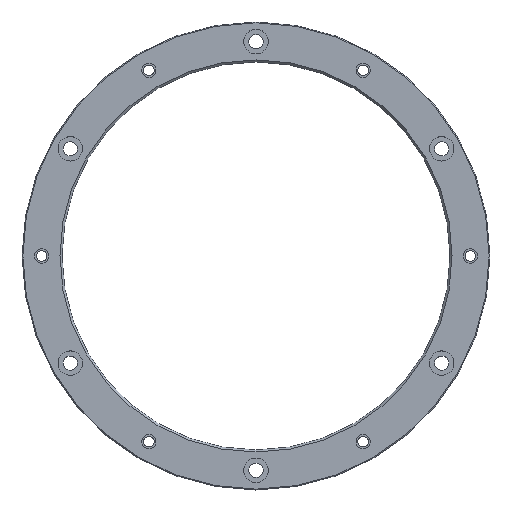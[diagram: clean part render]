
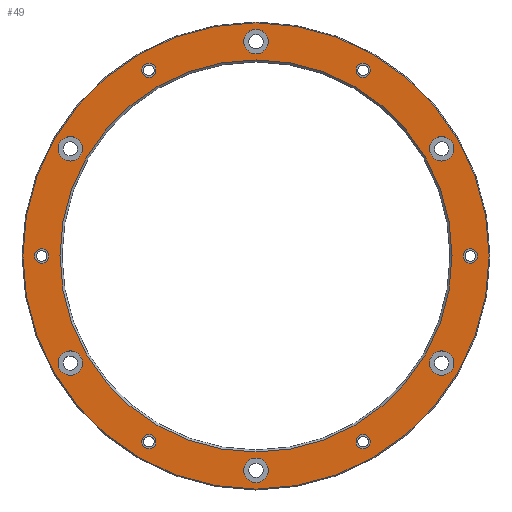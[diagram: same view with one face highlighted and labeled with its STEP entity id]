
A CAD part, top view. The second image highlights one B-rep face of the part: STEP entity #49.
In plain terms, the highlighted planar face has unit normal (0, 0, 1).
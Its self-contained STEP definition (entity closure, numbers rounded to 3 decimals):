
#34=PLANE('',#859);
#49=ADVANCED_FACE('',(#121,#122,#123,#124,#125,#126,#127,#128,#129,#130,
#131,#132,#133,#134),#34,.F.);
#121=FACE_BOUND('',#235,.T.);
#122=FACE_BOUND('',#236,.T.);
#123=FACE_BOUND('',#237,.T.);
#124=FACE_BOUND('',#238,.T.);
#125=FACE_BOUND('',#239,.T.);
#126=FACE_BOUND('',#240,.T.);
#127=FACE_BOUND('',#241,.T.);
#128=FACE_BOUND('',#242,.T.);
#129=FACE_BOUND('',#243,.T.);
#130=FACE_BOUND('',#244,.T.);
#131=FACE_BOUND('',#245,.T.);
#132=FACE_BOUND('',#246,.T.);
#133=FACE_BOUND('',#247,.T.);
#134=FACE_BOUND('',#248,.T.);
#235=EDGE_LOOP('',(#349));
#236=EDGE_LOOP('',(#350));
#237=EDGE_LOOP('',(#351));
#238=EDGE_LOOP('',(#352));
#239=EDGE_LOOP('',(#353));
#240=EDGE_LOOP('',(#354));
#241=EDGE_LOOP('',(#355));
#242=EDGE_LOOP('',(#356));
#243=EDGE_LOOP('',(#357));
#244=EDGE_LOOP('',(#358));
#245=EDGE_LOOP('',(#359));
#246=EDGE_LOOP('',(#360));
#247=EDGE_LOOP('',(#361));
#248=EDGE_LOOP('',(#362));
#349=ORIENTED_EDGE('',*,*,#520,.T.);
#350=ORIENTED_EDGE('',*,*,#521,.T.);
#351=ORIENTED_EDGE('',*,*,#522,.T.);
#352=ORIENTED_EDGE('',*,*,#523,.T.);
#353=ORIENTED_EDGE('',*,*,#524,.T.);
#354=ORIENTED_EDGE('',*,*,#525,.T.);
#355=ORIENTED_EDGE('',*,*,#526,.T.);
#356=ORIENTED_EDGE('',*,*,#527,.T.);
#357=ORIENTED_EDGE('',*,*,#528,.T.);
#358=ORIENTED_EDGE('',*,*,#529,.T.);
#359=ORIENTED_EDGE('',*,*,#530,.T.);
#360=ORIENTED_EDGE('',*,*,#531,.T.);
#361=ORIENTED_EDGE('',*,*,#532,.T.);
#362=ORIENTED_EDGE('',*,*,#533,.T.);
#463=VERTEX_POINT('',#1236);
#464=VERTEX_POINT('',#1238);
#465=VERTEX_POINT('',#1240);
#466=VERTEX_POINT('',#1242);
#467=VERTEX_POINT('',#1244);
#468=VERTEX_POINT('',#1246);
#469=VERTEX_POINT('',#1248);
#470=VERTEX_POINT('',#1250);
#471=VERTEX_POINT('',#1252);
#472=VERTEX_POINT('',#1254);
#473=VERTEX_POINT('',#1256);
#474=VERTEX_POINT('',#1258);
#475=VERTEX_POINT('',#1260);
#476=VERTEX_POINT('',#1262);
#520=EDGE_CURVE('',#463,#463,#595,.T.);
#521=EDGE_CURVE('',#464,#464,#596,.T.);
#522=EDGE_CURVE('',#465,#465,#597,.T.);
#523=EDGE_CURVE('',#466,#466,#598,.T.);
#524=EDGE_CURVE('',#467,#467,#599,.T.);
#525=EDGE_CURVE('',#468,#468,#600,.T.);
#526=EDGE_CURVE('',#469,#469,#601,.T.);
#527=EDGE_CURVE('',#470,#470,#602,.T.);
#528=EDGE_CURVE('',#471,#471,#603,.T.);
#529=EDGE_CURVE('',#472,#472,#604,.T.);
#530=EDGE_CURVE('',#473,#473,#605,.T.);
#531=EDGE_CURVE('',#474,#474,#606,.T.);
#532=EDGE_CURVE('',#475,#475,#607,.T.);
#533=EDGE_CURVE('',#476,#476,#608,.T.);
#595=CIRCLE('',#845,1.75);
#596=CIRCLE('',#846,1.75);
#597=CIRCLE('',#847,1.75);
#598=CIRCLE('',#848,1.75);
#599=CIRCLE('',#849,1.75);
#600=CIRCLE('',#850,1.75);
#601=CIRCLE('',#851,3.);
#602=CIRCLE('',#852,3.);
#603=CIRCLE('',#853,3.);
#604=CIRCLE('',#854,3.);
#605=CIRCLE('',#855,3.);
#606=CIRCLE('',#856,3.);
#607=CIRCLE('',#857,48.01);
#608=CIRCLE('',#858,57.1);
#845=AXIS2_PLACEMENT_3D('',#1235,#1000,#1001);
#846=AXIS2_PLACEMENT_3D('',#1237,#1002,#1003);
#847=AXIS2_PLACEMENT_3D('',#1239,#1004,#1005);
#848=AXIS2_PLACEMENT_3D('',#1241,#1006,#1007);
#849=AXIS2_PLACEMENT_3D('',#1243,#1008,#1009);
#850=AXIS2_PLACEMENT_3D('',#1245,#1010,#1011);
#851=AXIS2_PLACEMENT_3D('',#1247,#1012,#1013);
#852=AXIS2_PLACEMENT_3D('',#1249,#1014,#1015);
#853=AXIS2_PLACEMENT_3D('',#1251,#1016,#1017);
#854=AXIS2_PLACEMENT_3D('',#1253,#1018,#1019);
#855=AXIS2_PLACEMENT_3D('',#1255,#1020,#1021);
#856=AXIS2_PLACEMENT_3D('',#1257,#1022,#1023);
#857=AXIS2_PLACEMENT_3D('',#1259,#1024,#1025);
#858=AXIS2_PLACEMENT_3D('',#1261,#1026,#1027);
#859=AXIS2_PLACEMENT_3D('',#1263,#1028,#1029);
#1000=DIRECTION('',(0.,0.,-1.));
#1001=DIRECTION('',(-0.5,0.866,0.));
#1002=DIRECTION('',(0.,0.,-1.));
#1003=DIRECTION('',(0.5,0.866,0.));
#1004=DIRECTION('',(0.,0.,-1.));
#1005=DIRECTION('',(1.,0.,0.));
#1006=DIRECTION('',(0.,0.,-1.));
#1007=DIRECTION('',(0.5,-0.866,0.));
#1008=DIRECTION('',(0.,0.,-1.));
#1009=DIRECTION('',(-0.5,-0.866,0.));
#1010=DIRECTION('',(0.,0.,-1.));
#1011=DIRECTION('',(-1.,0.,0.));
#1012=DIRECTION('',(0.,0.,-1.));
#1013=DIRECTION('',(-0.5,0.866,0.));
#1014=DIRECTION('',(0.,0.,-1.));
#1015=DIRECTION('',(0.5,0.866,0.));
#1016=DIRECTION('',(0.,0.,-1.));
#1017=DIRECTION('',(1.,0.,0.));
#1018=DIRECTION('',(0.,0.,-1.));
#1019=DIRECTION('',(0.5,-0.866,0.));
#1020=DIRECTION('',(0.,0.,-1.));
#1021=DIRECTION('',(-0.5,-0.866,0.));
#1022=DIRECTION('',(0.,0.,-1.));
#1023=DIRECTION('',(-1.,0.,0.));
#1024=DIRECTION('',(0.,0.,-1.));
#1025=DIRECTION('',(-1.,0.,0.));
#1026=DIRECTION('',(0.,0.,1.));
#1027=DIRECTION('',(-1.,0.,0.));
#1028=DIRECTION('',(0.,0.,-1.));
#1029=DIRECTION('',(-1.,0.,0.));
#1235=CARTESIAN_POINT('',(26.25,-45.466,10.));
#1236=CARTESIAN_POINT('',(25.375,-43.951,10.));
#1237=CARTESIAN_POINT('',(-26.25,-45.466,10.));
#1238=CARTESIAN_POINT('',(-25.375,-43.951,10.));
#1239=CARTESIAN_POINT('',(-52.5,0.,10.));
#1240=CARTESIAN_POINT('',(-50.75,0.,10.));
#1241=CARTESIAN_POINT('',(-26.25,45.466,10.));
#1242=CARTESIAN_POINT('',(-25.375,43.951,10.));
#1243=CARTESIAN_POINT('',(26.25,45.466,10.));
#1244=CARTESIAN_POINT('',(25.375,43.951,10.));
#1245=CARTESIAN_POINT('',(52.5,0.,10.));
#1246=CARTESIAN_POINT('',(50.75,0.,10.));
#1247=CARTESIAN_POINT('',(45.466,26.25,10.));
#1248=CARTESIAN_POINT('',(43.966,28.848,10.));
#1249=CARTESIAN_POINT('',(45.466,-26.25,10.));
#1250=CARTESIAN_POINT('',(46.966,-23.652,10.));
#1251=CARTESIAN_POINT('',(0.,-52.5,10.));
#1252=CARTESIAN_POINT('',(3.,-52.5,10.));
#1253=CARTESIAN_POINT('',(-45.466,-26.25,10.));
#1254=CARTESIAN_POINT('',(-43.966,-28.848,10.));
#1255=CARTESIAN_POINT('',(-45.466,26.25,10.));
#1256=CARTESIAN_POINT('',(-46.966,23.652,10.));
#1257=CARTESIAN_POINT('',(0.,52.5,10.));
#1258=CARTESIAN_POINT('',(-3.,52.5,10.));
#1259=CARTESIAN_POINT('',(0.,0.,10.));
#1260=CARTESIAN_POINT('',(-48.01,0.,10.));
#1261=CARTESIAN_POINT('',(0.,0.,10.));
#1262=CARTESIAN_POINT('',(-57.1,0.,10.));
#1263=CARTESIAN_POINT('',(0.,-47.51,10.));
